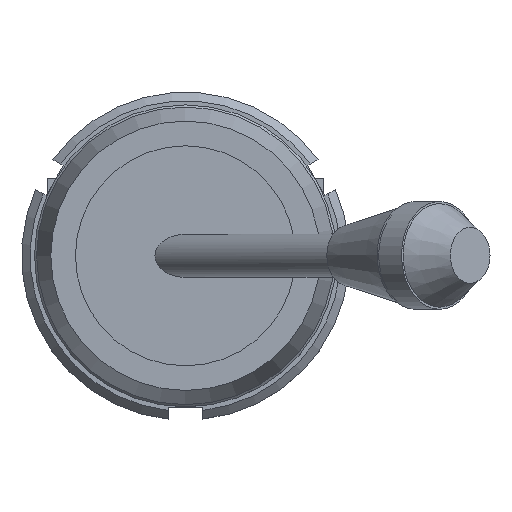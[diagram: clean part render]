
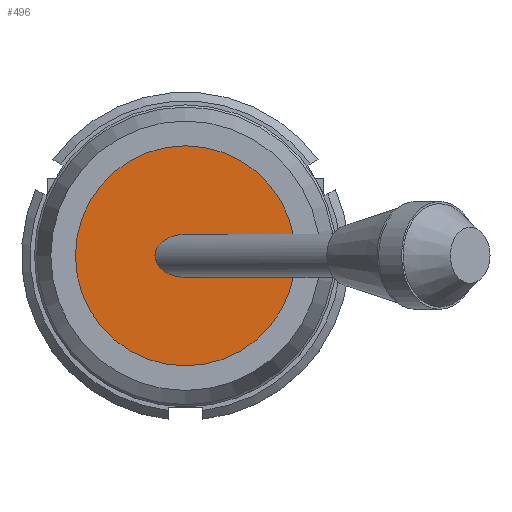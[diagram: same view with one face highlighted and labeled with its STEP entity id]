
A CAD part, top view. The second image highlights one B-rep face of the part: STEP entity #496.
In plain terms, the highlighted planar face has unit normal (0, 0, 1).
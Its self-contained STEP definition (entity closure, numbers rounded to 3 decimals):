
#99=CARTESIAN_POINT('',(-3.536,0.,60.5));
#100=VERTEX_POINT('',#99);
#101=CARTESIAN_POINT('',(0.,0.0,60.5));
#102=DIRECTION('',(0.0,0.0,-1.0));
#103=DIRECTION('',(1.0,0.0,0.0));
#104=AXIS2_PLACEMENT_3D('',#101,#102,#103);
#105=ELLIPSE('',#104,3.536,2.5);
#106=EDGE_CURVE('',#100,#100,#105,.T.);
#470=CARTESIAN_POINT('',(12.75,0.0,60.5));
#471=VERTEX_POINT('',#470);
#472=CARTESIAN_POINT('',(0.0,0.0,60.5));
#473=DIRECTION('',(0.0,0.0,1.0));
#474=DIRECTION('',(1.0,0.0,0.0));
#475=AXIS2_PLACEMENT_3D('',#472,#473,#474);
#476=CIRCLE('',#475,12.75);
#477=EDGE_CURVE('',#471,#471,#476,.T.);
#485=CARTESIAN_POINT('',(6.375,0.0,60.5));
#486=DIRECTION('',(0.0,0.0,1.0));
#487=DIRECTION('',(1.0,0.0,0.0));
#488=AXIS2_PLACEMENT_3D('',#485,#486,#487);
#489=PLANE('',#488);
#490=ORIENTED_EDGE('',*,*,#477,.T.);
#491=EDGE_LOOP('',(#490));
#492=FACE_OUTER_BOUND('',#491,.T.);
#493=ORIENTED_EDGE('',*,*,#106,.T.);
#494=EDGE_LOOP('',(#493));
#495=FACE_BOUND('',#494,.T.);
#496=ADVANCED_FACE('',(#492,#495),#489,.T.);
